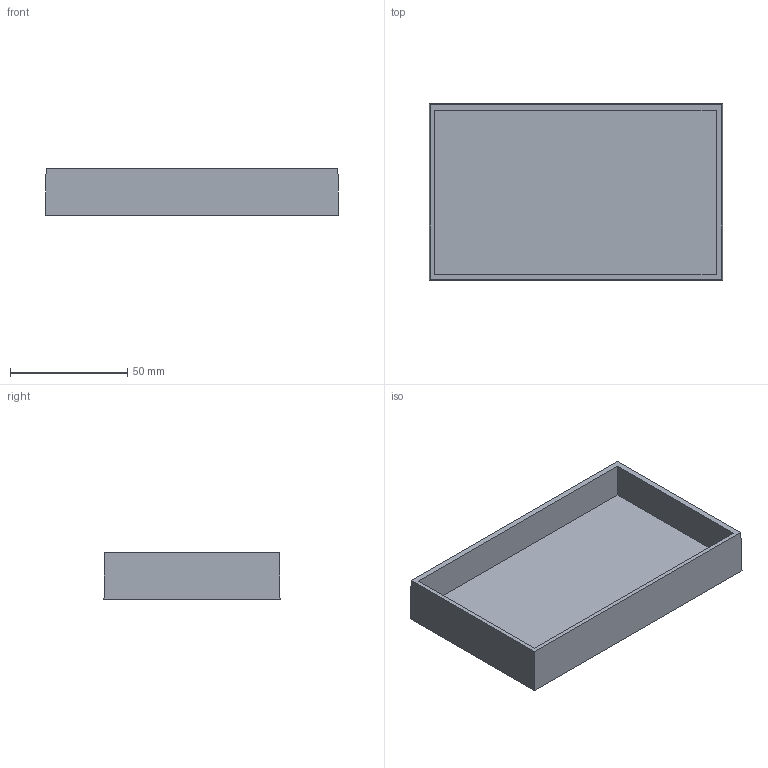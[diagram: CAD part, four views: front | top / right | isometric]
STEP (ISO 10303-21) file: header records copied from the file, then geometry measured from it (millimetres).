
FILE_DESCRIPTION(('FreeCAD Model'),'2;1');
FILE_NAME('Open CASCADE Shape Model','2025-08-22T21:35:51',(''),(''), 'Open CASCADE STEP processor 7.8','FreeCAD','Unknown');
FILE_SCHEMA(('AUTOMOTIVE_DESIGN { 1 0 10303 214 1 1 1 1 }'));
Length unit declared in the file: millimetre
Products named in the file (4): Unnamed; Body; ShapeString (mirrored); Rectangle
Assembly tree (3 placements, depth 2):
  Unnamed
    Body
    ShapeString (mirrored)
    Rectangle
Bounding box: 125 x 75 x 20 mm (x, y, z)
Volume: 60106.8 mm3; surface area: 40335.2 mm2
Topology: 1 solids, 12 shells, 22 faces, 176 edges, 168 vertices
Faces by surface type: plane 18, bspline 4
Entity records: 1805 total; most frequent: CARTESIAN_POINT 490, ORIENTED_EDGE 200, EDGE_CURVE 176, VERTEX_POINT 168, DIRECTION 164, LINE 120, VECTOR 120, B_SPLINE_CURVE_WITH_KNOTS 56
